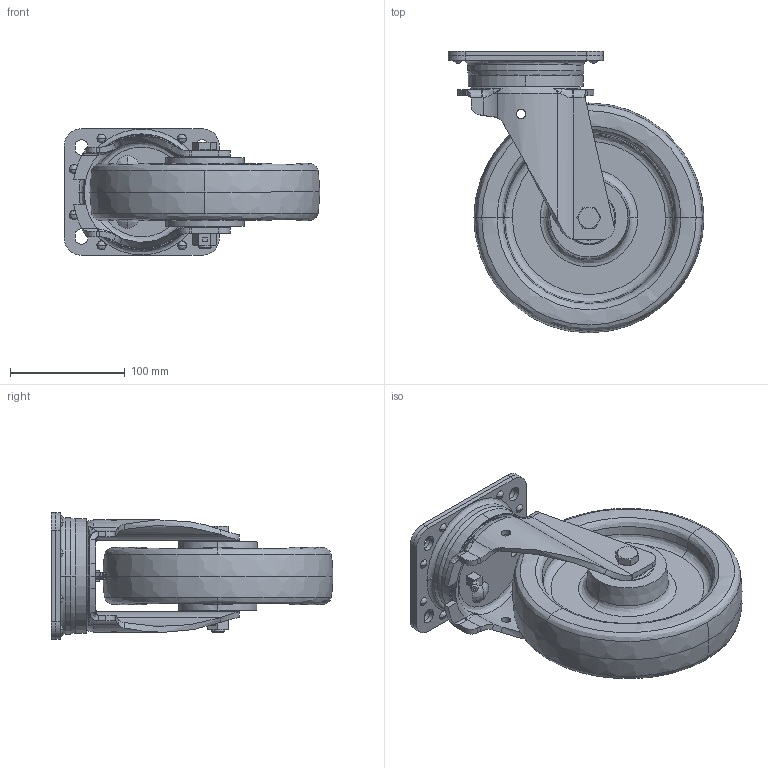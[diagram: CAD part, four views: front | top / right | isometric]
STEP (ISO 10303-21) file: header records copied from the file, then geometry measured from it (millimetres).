
FILE_DESCRIPTION (( 'STEP AP214' ), '1' );
FILE_NAME ('0014569BL_L-IG-PAM-200-K-3.STEP', '2017-02-03T10:03:52', ( '' ), ( '' ), 'SwSTEP 2.0', 'SolidWorks 2016', '' );
FILE_SCHEMA (( 'AUTOMOTIVE_DESIGN' ));
Length unit declared in the file: millimetre
Products named in the file (1): 0014569BL_L-IG-PAM-200-K-3
Bounding box: 222.5 x 245.07 x 110 mm (x, y, z)
Surface area: 311606.7 mm2 (no closed solid volume)
Topology: 0 solids, 29 shells, 953 faces, 2286 edges, 1441 vertices
Faces by surface type: plane 393, cylinder 298, bspline 140, cone 92, torus 30
Entity records: 45548 total; most frequent: CARTESIAN_POINT 12842, DIRECTION 4644, ORIENTED_EDGE 4540, EDGE_CURVE 2270, AXIS2_PLACEMENT_3D 1744, VERTEX_POINT 1441, VECTOR 1156, LINE 1156
